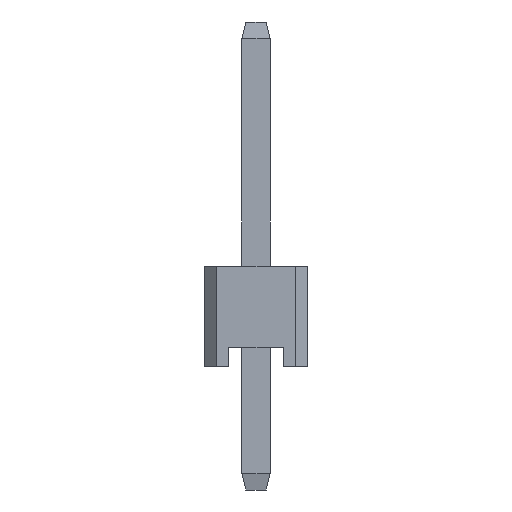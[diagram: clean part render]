
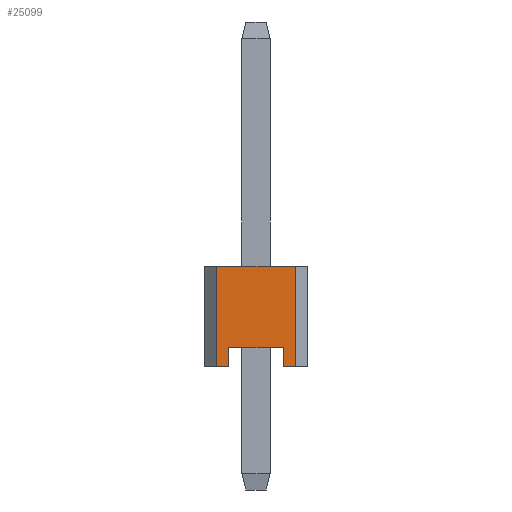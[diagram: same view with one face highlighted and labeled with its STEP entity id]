
A CAD part, left-side view. The second image highlights one B-rep face of the part: STEP entity #25099.
In plain terms, the highlighted planar face has unit normal (-1, 0, 0).
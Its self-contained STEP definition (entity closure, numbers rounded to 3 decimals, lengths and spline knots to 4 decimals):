
#1881=FACE_OUTER_BOUND('',#3289,.T.);
#3289=EDGE_LOOP('',(#19761,#19762,#19763,#19764,#19765,#19766,#19767,#19768));
#5789=LINE('',#45083,#8644);
#5795=LINE('',#45095,#8650);
#5818=LINE('',#45140,#8673);
#5820=LINE('',#45144,#8675);
#5821=LINE('',#45145,#8676);
#5822=LINE('',#45146,#8677);
#5823=LINE('',#45148,#8678);
#5824=LINE('',#45149,#8679);
#8644=VECTOR('',#30298,1.);
#8650=VECTOR('',#30306,1.);
#8673=VECTOR('',#30341,1.);
#8675=VECTOR('',#30345,1.);
#8676=VECTOR('',#30346,1.);
#8677=VECTOR('',#30347,1.);
#8678=VECTOR('',#30348,1.);
#8679=VECTOR('',#30349,1.);
#10988=VERTEX_POINT('',#45079);
#10990=VERTEX_POINT('',#45082);
#10994=VERTEX_POINT('',#45093);
#10995=VERTEX_POINT('',#45094);
#11010=VERTEX_POINT('',#45137);
#11011=VERTEX_POINT('',#45139);
#11012=VERTEX_POINT('',#45143);
#11013=VERTEX_POINT('',#45147);
#14015=EDGE_CURVE('',#10990,#10988,#5789,.T.);
#14021=EDGE_CURVE('',#10994,#10995,#5795,.T.);
#14044=EDGE_CURVE('',#11011,#11010,#5818,.T.);
#14046=EDGE_CURVE('',#10988,#11012,#5820,.T.);
#14047=EDGE_CURVE('',#11012,#10995,#5821,.T.);
#14048=EDGE_CURVE('',#11011,#10994,#5822,.T.);
#14049=EDGE_CURVE('',#11010,#11013,#5823,.T.);
#14050=EDGE_CURVE('',#10990,#11013,#5824,.T.);
#19761=ORIENTED_EDGE('',*,*,#14015,.T.);
#19762=ORIENTED_EDGE('',*,*,#14046,.T.);
#19763=ORIENTED_EDGE('',*,*,#14047,.T.);
#19764=ORIENTED_EDGE('',*,*,#14021,.F.);
#19765=ORIENTED_EDGE('',*,*,#14048,.F.);
#19766=ORIENTED_EDGE('',*,*,#14044,.T.);
#19767=ORIENTED_EDGE('',*,*,#14049,.T.);
#19768=ORIENTED_EDGE('',*,*,#14050,.F.);
#22589=PLANE('',#26310);
#25099=ADVANCED_FACE('',(#1881),#22589,.F.);
#26310=AXIS2_PLACEMENT_3D('',#45142,#30343,#30344);
#30298=DIRECTION('',(0.,-1.,0.));
#30306=DIRECTION('',(0.,0.,-1.));
#30341=DIRECTION('',(0.,0.,-1.));
#30343=DIRECTION('center_axis',(1.,0.,0.));
#30344=DIRECTION('ref_axis',(0.,1.,0.));
#30345=DIRECTION('',(0.,0.,-1.));
#30346=DIRECTION('',(0.,-1.,0.));
#30347=DIRECTION('',(0.,-1.,0.));
#30348=DIRECTION('',(0.,-1.,0.));
#30349=DIRECTION('',(0.,0.,-1.));
#45079=CARTESIAN_POINT('',(-15.24,-0.67,0.5));
#45082=CARTESIAN_POINT('',(-15.24,0.67,0.5));
#45083=CARTESIAN_POINT('',(-15.24,0.97,0.5));
#45093=CARTESIAN_POINT('',(-15.24,-0.97,2.5));
#45094=CARTESIAN_POINT('',(-15.24,-0.97,0.03));
#45095=CARTESIAN_POINT('',(-15.24,-0.97,2.5));
#45137=CARTESIAN_POINT('',(-15.24,0.97,0.03));
#45139=CARTESIAN_POINT('',(-15.24,0.97,2.5));
#45140=CARTESIAN_POINT('',(-15.24,0.97,2.5));
#45142=CARTESIAN_POINT('Origin',(-15.24,0.97,2.5));
#45143=CARTESIAN_POINT('',(-15.24,-0.67,0.03));
#45144=CARTESIAN_POINT('',(-15.24,-0.67,0.53));
#45145=CARTESIAN_POINT('',(-15.24,-0.67,0.03));
#45146=CARTESIAN_POINT('',(-15.24,0.97,2.5));
#45147=CARTESIAN_POINT('',(-15.24,0.67,0.03));
#45148=CARTESIAN_POINT('',(-15.24,0.97,0.03));
#45149=CARTESIAN_POINT('',(-15.24,0.67,0.53));
